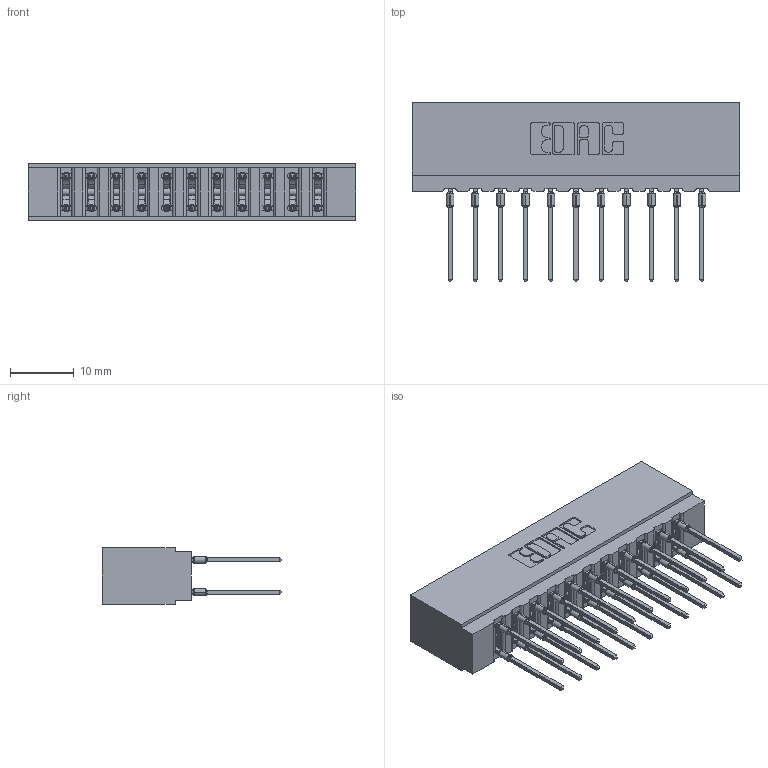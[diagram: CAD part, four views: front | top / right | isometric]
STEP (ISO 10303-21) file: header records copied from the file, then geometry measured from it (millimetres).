
FILE_DESCRIPTION (( 'STEP AP203' ), '1' );
FILE_NAME ('717-022-545-201.STEP', '2026-02-20T17:18:40', ( '' ), ( '' ), 'SwSTEP 2.0', 'SolidWorks 2023', '' );
FILE_SCHEMA (( 'CONFIG_CONTROL_DESIGN' ));
Length unit declared in the file: millimetre
Products named in the file (3): 745-292-001_545; 717-022-545-201; 717 Part_Insulator Option - 06
Assembly tree (23 placements, depth 2):
  717-022-545-201
    717 Part_Insulator Option - 06
    745-292-001_545  x22
Bounding box: 51.46 x 28.18 x 8.89 mm (x, y, z)
Volume: 4664.5 mm3; surface area: 7092.5 mm2
Topology: 23 solids, 23 shells, 2074 faces, 5575 edges, 3510 vertices
Faces by surface type: plane 1077, bspline 440, cylinder 425, torus 132
Entity records: 23045 total; most frequent: CARTESIAN_POINT 4511, ORIENTED_EDGE 3884, DIRECTION 3420, EDGE_CURVE 1942, LINE 1694, VECTOR 1694, VERTEX_POINT 1242, AXIS2_PLACEMENT_3D 863
